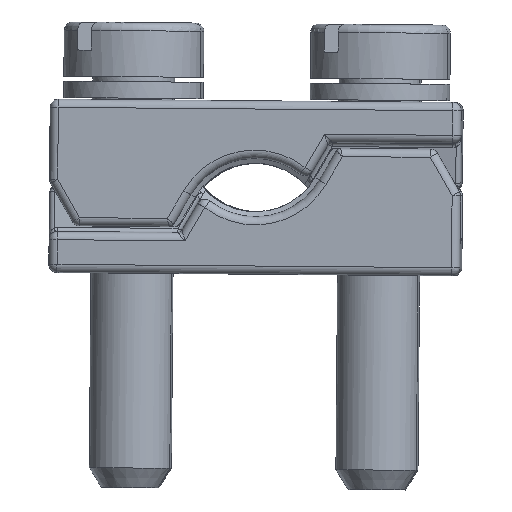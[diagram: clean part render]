
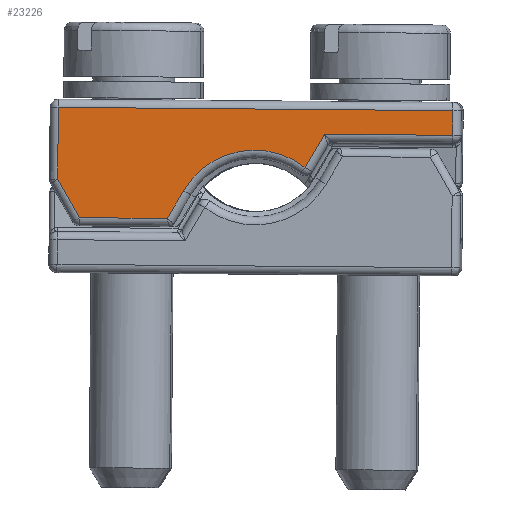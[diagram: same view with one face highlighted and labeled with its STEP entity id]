
A CAD part, left-side view. The second image highlights one B-rep face of the part: STEP entity #23226.
In plain terms, the highlighted face is planar.
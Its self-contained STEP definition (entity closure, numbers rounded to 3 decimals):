
#17057=DIRECTION('',(-1.,0.,0.));
#17058=VECTOR('',#17057,7.789);
#17059=CARTESIAN_POINT('',(12.,7.5,2.));
#17060=LINE('',#17059,#17058);
#17064=DIRECTION('',(-0.5,0.,0.866));
#17065=VECTOR('',#17064,2.344);
#17066=CARTESIAN_POINT('',(4.211,7.5,2.));
#17067=LINE('',#17066,#17065);
#17071=CARTESIAN_POINT('',(0.,7.499,
8.001));
#17072=DIRECTION('',(0.,1.,0.));
#17073=DIRECTION('',(0.608,0.,-0.794));
#17074=AXIS2_PLACEMENT_3D('',#17071,#17072,#17073);
#17079=DIRECTION('',(-0.5,0.,0.866));
#17080=VECTOR('',#17079,1.963);
#17081=CARTESIAN_POINT('',(-4.33,7.5,
5.5));
#17082=LINE('',#17081,#17080);
#17086=DIRECTION('',(-1.,0.,0.));
#17087=VECTOR('',#17086,5.341);
#17088=CARTESIAN_POINT('',(-5.312,7.5,
7.2));
#17089=LINE('',#17088,#17087);
#17093=DIRECTION('',(-0.5,0.,
-0.866));
#17094=VECTOR('',#17093,2.695);
#17095=CARTESIAN_POINT('',(-10.652,7.5,
7.2));
#17096=LINE('',#17095,#17094);
#17100=DIRECTION('',(0.,0.,-1.));
#17101=VECTOR('',#17100,4.366);
#17102=CARTESIAN_POINT('',(-12.,7.5,
4.866));
#17103=LINE('',#17102,#17101);
#17198=DIRECTION('',(0.,0.,-1.));
#17199=VECTOR('',#17198,1.5);
#17200=CARTESIAN_POINT('',(12.,7.5,2.));
#17201=LINE('',#17200,#17199);
#17229=DIRECTION('',(-1.,0.,0.));
#17230=VECTOR('',#17229,24.);
#17231=CARTESIAN_POINT('',(12.,7.5,
0.5));
#17232=LINE('',#17231,#17230);
#22597=CARTESIAN_POINT('',(12.,7.5,2.));
#22598=CARTESIAN_POINT('',(4.211,7.5,2.));
#22599=VERTEX_POINT('',#22597);
#22600=VERTEX_POINT('',#22598);
#22601=CARTESIAN_POINT('',(3.039,7.5,4.03));
#22602=VERTEX_POINT('',#22601);
#22603=CARTESIAN_POINT('',(-4.33,7.5,
5.5));
#22604=VERTEX_POINT('',#22603);
#22605=CARTESIAN_POINT('',(-5.312,7.5,
7.2));
#22606=VERTEX_POINT('',#22605);
#22607=CARTESIAN_POINT('',(-10.652,7.5,
7.2));
#22608=VERTEX_POINT('',#22607);
#22609=CARTESIAN_POINT('',(-12.,7.5,
4.866));
#22610=VERTEX_POINT('',#22609);
#22611=CARTESIAN_POINT('',(-12.,7.5,
0.5));
#22612=VERTEX_POINT('',#22611);
#22613=CARTESIAN_POINT('',(12.,7.5,
0.5));
#22614=VERTEX_POINT('',#22613);
#23201=CARTESIAN_POINT('',(0.,7.5,0.));
#23202=DIRECTION('',(0.,-1.,0.));
#23203=DIRECTION('',(0.,0.,1.));
#23204=AXIS2_PLACEMENT_3D('',#23201,#23202,#23203);
#23205=PLANE('',#23204);
#23207=ORIENTED_EDGE('',*,*,#23206,.T.);
#23209=ORIENTED_EDGE('',*,*,#23208,.T.);
#23211=ORIENTED_EDGE('',*,*,#23210,.T.);
#23213=ORIENTED_EDGE('',*,*,#23212,.T.);
#23215=ORIENTED_EDGE('',*,*,#23214,.T.);
#23217=ORIENTED_EDGE('',*,*,#23216,.T.);
#23219=ORIENTED_EDGE('',*,*,#23218,.T.);
#23221=ORIENTED_EDGE('',*,*,#23220,.F.);
#23223=ORIENTED_EDGE('',*,*,#23222,.F.);
#23224=EDGE_LOOP('',(#23207,#23209,#23211,#23213,#23215,#23217,#23219,#23221,
#23223));
#23225=FACE_OUTER_BOUND('',#23224,.F.);
#17075=CIRCLE('',#17074,5.001);
#23206=EDGE_CURVE('',#22599,#22600,#17060,.T.);
#23208=EDGE_CURVE('',#22600,#22602,#17067,.T.);
#23210=EDGE_CURVE('',#22602,#22604,#17075,.T.);
#23212=EDGE_CURVE('',#22604,#22606,#17082,.T.);
#23214=EDGE_CURVE('',#22606,#22608,#17089,.T.);
#23216=EDGE_CURVE('',#22608,#22610,#17096,.T.);
#23218=EDGE_CURVE('',#22610,#22612,#17103,.T.);
#23220=EDGE_CURVE('',#22614,#22612,#17232,.T.);
#23222=EDGE_CURVE('',#22599,#22614,#17201,.T.);
#23226=ADVANCED_FACE('',(#23225),#23205,.F.);
